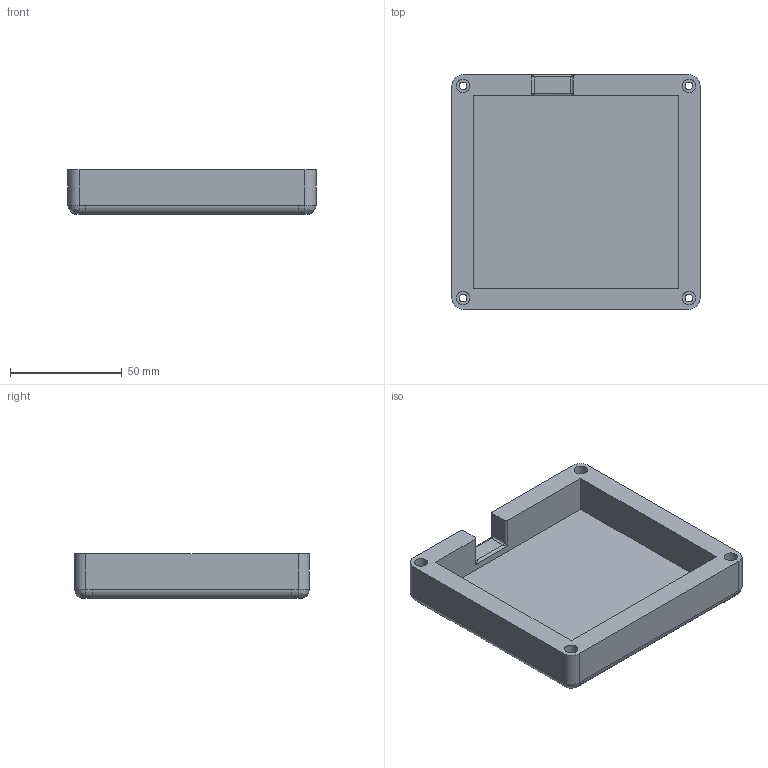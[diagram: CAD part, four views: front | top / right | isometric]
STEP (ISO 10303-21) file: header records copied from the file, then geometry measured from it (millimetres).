
FILE_DESCRIPTION(/* description */ (''),/* implementation_level */ '2;1');
FILE_NAME(/* name */ 'bottom.step',/* time_stamp */ '2025-06-27T21:07:14+01:00',/* author */ (''),/* organization */ (''),/* preprocessor_version */ 'ST-DEVELOPER v20.1',/* originating_system */ 'Autodesk Translation Framework v14.10.0.0',/* authorisation */ '');
FILE_SCHEMA (('AUTOMOTIVE_DESIGN { 1 0 10303 214 3 1 1 }'));
Length unit declared in the file: millimetre
Products named in the file (2): 2025-06-26-20-20-14-447; 2025-06-25-00-15-37-959
Bounding box: 111 x 105 x 20 mm (x, y, z)
Volume: 92048.9 mm3; surface area: 38633.2 mm2
Topology: 1 solids, 1 shells, 325 faces, 868 edges, 566 vertices
Faces by surface type: bspline 150, plane 139, cylinder 36
Full cylindrical faces by diameter (mm): 3.4 x4, 6 x8
Entity records: 11589 total; most frequent: CARTESIAN_POINT 4393, ORIENTED_EDGE 1728, DIRECTION 1000, EDGE_CURVE 864, VERTEX_POINT 566, LINE 502, VECTOR 502, EDGE_LOOP 358
